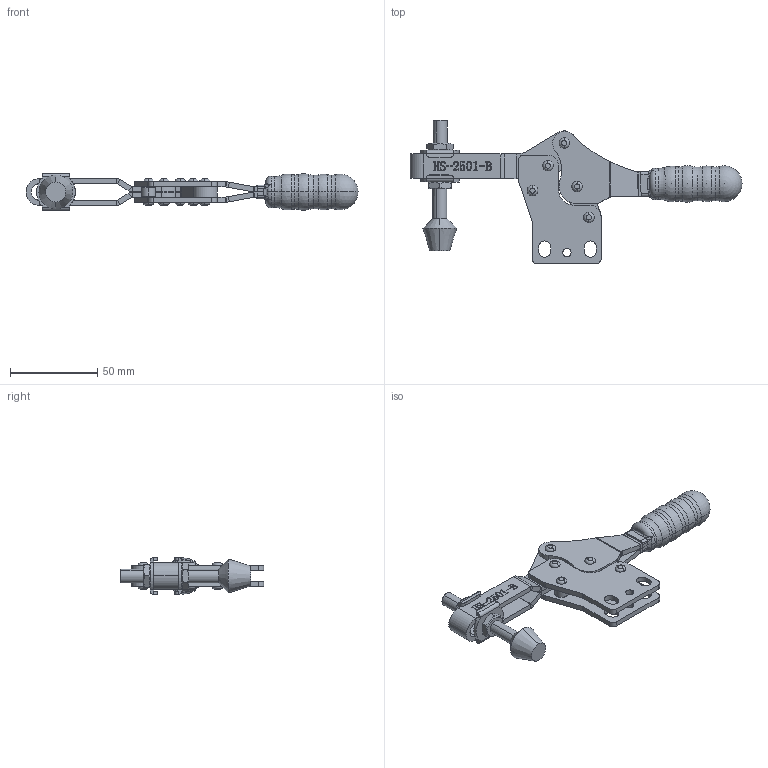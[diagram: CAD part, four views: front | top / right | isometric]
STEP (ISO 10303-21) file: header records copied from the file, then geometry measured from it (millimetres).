
FILE_DESCRIPTION (( 'STEP AP203' ), '1' );
FILE_NAME ('HS-2501-B .STEP', '2019-08-06T01:07:36', ( '微软用户' ), ( '微软中国' ), 'SwSTEP 2.0', 'SolidWorks 2012', '' );
FILE_SCHEMA (( 'CONFIG_CONTROL_DESIGN' ));
Length unit declared in the file: millimetre
Products named in the file (12): HS-2501-B ; 2#忒參杶; 階杶; FW-516; hex thin nuts-grades ab-chamfered gb_GB_FASTENER_NUT_STNAB M8-N; hexagon head bolts-full thread gb_GB_FASTENER_BOLT_STBAB A M8X60-N; 揤輸; 揤參; 种; 忒梟酘; 蟀裝; 眻菁釱
Assembly tree (18 placements, depth 2):
  HS-2501-B 
    眻菁釱  x2
    蟀裝
    忒梟酘
    种  x5
    揤參
    揤輸
    hexagon head bolts-full thread gb_GB_FASTENER_BOLT_STBAB A M8X60-N
    hex thin nuts-grades ab-chamfered gb_GB_FASTENER_NUT_STNAB M8-N  x2
    FW-516  x2
    階杶
    2#忒參杶
Bounding box: 190.61 x 82.42 x 21.6 mm (x, y, z)
Volume: 56077 mm3; surface area: 41336.5 mm2
Topology: 19 solids, 19 shells, 818 faces, 2095 edges, 1341 vertices
Faces by surface type: plane 416, cylinder 164, bspline 154, torus 38, cone 38, sphere 8
Entity records: 30297 total; most frequent: CARTESIAN_POINT 12601, ORIENTED_EDGE 3602, DIRECTION 2929, EDGE_CURVE 1801, VERTEX_POINT 1153, LINE 1095, VECTOR 1095, AXIS2_PLACEMENT_3D 917
